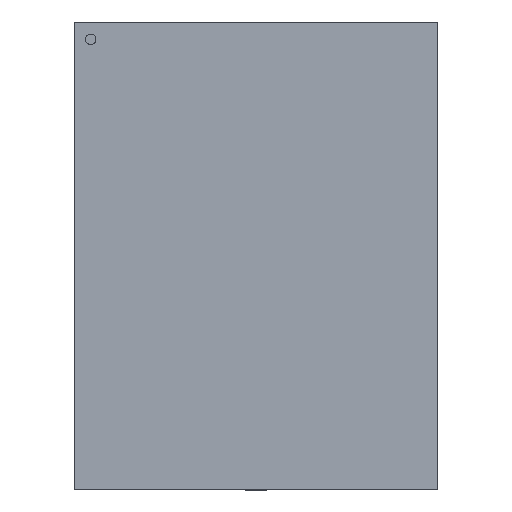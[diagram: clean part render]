
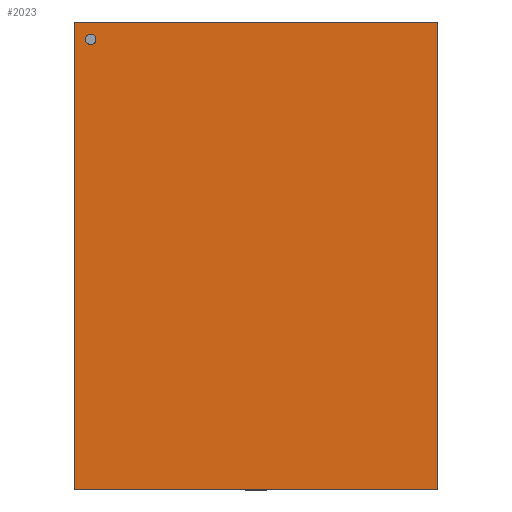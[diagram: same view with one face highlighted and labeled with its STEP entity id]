
A CAD part, top view. The second image highlights one B-rep face of the part: STEP entity #2023.
In plain terms, the highlighted planar face has unit normal (0, 0, 1).
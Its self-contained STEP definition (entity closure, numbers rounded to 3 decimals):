
#25=LINE('',#2907,#58);
#34=LINE('',#2925,#67);
#40=LINE('',#2937,#73);
#41=LINE('',#2941,#74);
#58=VECTOR('',#2452,1000.);
#67=VECTOR('',#2465,1000.);
#73=VECTOR('',#2473,1000.);
#74=VECTOR('',#2478,1000.);
#92=PLANE('',#2188);
#179=ORIENTED_EDGE('',*,*,#432,.F.);
#180=ORIENTED_EDGE('',*,*,#416,.T.);
#181=ORIENTED_EDGE('',*,*,#431,.T.);
#182=ORIENTED_EDGE('',*,*,#425,.T.);
#183=ORIENTED_EDGE('',*,*,#433,.T.);
#416=EDGE_CURVE('',#547,#548,#25,.T.);
#425=EDGE_CURVE('',#554,#555,#34,.T.);
#431=EDGE_CURVE('',#548,#554,#40,.T.);
#432=EDGE_CURVE('',#559,#559,#663,.T.);
#433=EDGE_CURVE('',#555,#547,#41,.T.);
#547=VERTEX_POINT('',#2908);
#548=VERTEX_POINT('',#2909);
#554=VERTEX_POINT('',#2926);
#555=VERTEX_POINT('',#2927);
#559=VERTEX_POINT('',#2940);
#663=CIRCLE('',#2189,0.15);
#767=EDGE_LOOP('',(#179));
#768=EDGE_LOOP('',(#180,#181,#182,#183));
#978=FACE_BOUND('',#767,.T.);
#979=FACE_BOUND('',#768,.T.);
#2023=ADVANCED_FACE('',(#978,#979),#92,.T.);
#2188=AXIS2_PLACEMENT_3D('',#2938,#2474,#2475);
#2189=AXIS2_PLACEMENT_3D('',#2939,#2476,#2477);
#2452=DIRECTION('',(1.,0.,0.));
#2465=DIRECTION('',(-1.,0.,0.));
#2473=DIRECTION('',(0.,1.,0.));
#2474=DIRECTION('',(0.,0.,1.));
#2475=DIRECTION('',(1.,0.,0.));
#2476=DIRECTION('',(0.,0.,1.));
#2477=DIRECTION('',(1.,0.,0.));
#2478=DIRECTION('',(0.,-1.,0.));
#2907=CARTESIAN_POINT('',(-5.15,-6.65,0.));
#2908=CARTESIAN_POINT('',(-5.15,-6.65,0.));
#2909=CARTESIAN_POINT('',(5.15,-6.65,0.));
#2925=CARTESIAN_POINT('',(5.15,6.65,0.));
#2926=CARTESIAN_POINT('',(5.15,6.65,0.));
#2927=CARTESIAN_POINT('',(-5.15,6.65,0.));
#2937=CARTESIAN_POINT('',(5.15,-6.65,0.));
#2938=CARTESIAN_POINT('',(0.,0.,0.));
#2939=CARTESIAN_POINT('',(-4.7,6.156,0.));
#2940=CARTESIAN_POINT('',(-4.55,6.156,0.));
#2941=CARTESIAN_POINT('',(-5.15,6.65,0.));
